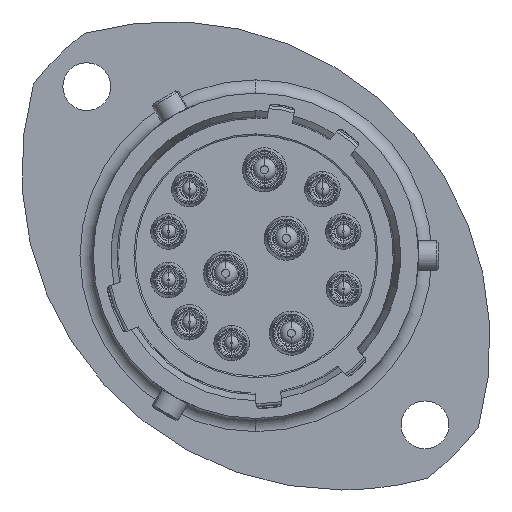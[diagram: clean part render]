
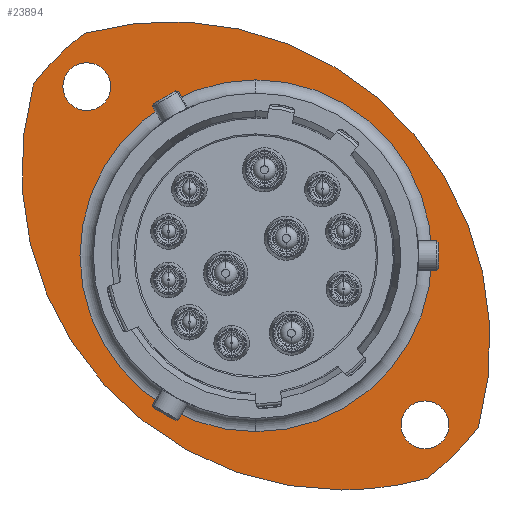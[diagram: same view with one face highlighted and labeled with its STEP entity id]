
A CAD part, left-side view. The second image highlights one B-rep face of the part: STEP entity #23894.
In plain terms, the highlighted planar face has unit normal (-1, 0, 0).
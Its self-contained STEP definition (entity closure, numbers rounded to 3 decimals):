
#166 = EDGE_LOOP ( 'NONE', ( #29271, #21508 ) ) ;
#691 = DIRECTION ( 'NONE',  ( 0., 0., -1. ) ) ;
#727 = CARTESIAN_POINT ( 'NONE',  ( 15.98, 11.49, 9.865 ) ) ;
#1030 = CARTESIAN_POINT ( 'NONE',  ( 15.98, -11.49, -13.115 ) ) ;
#1909 = AXIS2_PLACEMENT_3D ( 'NONE', #16347, #11484, #16246 ) ;
#1928 = ORIENTED_EDGE ( 'NONE', *, *, #17616, .T. ) ;
#1980 = DIRECTION ( 'NONE',  ( 0., 0., -1. ) ) ;
#2152 = CARTESIAN_POINT ( 'NONE',  ( 15.98, -15.118, -11.673 ) ) ;
#2823 = DIRECTION ( 'NONE',  ( 0., 0., -1. ) ) ;
#2993 = VERTEX_POINT ( 'NONE', #24504 ) ;
#3141 = CARTESIAN_POINT ( 'NONE',  ( 15.98, 0., 0. ) ) ;
#3763 = AXIS2_PLACEMENT_3D ( 'NONE', #9157, #18509, #15988 ) ;
#3903 = CARTESIAN_POINT ( 'NONE',  ( 15.98, 5.834, -5.834 ) ) ;
#4204 = CIRCLE ( 'NONE', #7211, 19.1 ) ;
#4672 = CIRCLE ( 'NONE', #7171, 11.955 ) ;
#5184 = DIRECTION ( 'NONE',  ( -1., 0., 0. ) ) ;
#5344 = EDGE_CURVE ( 'NONE', #17683, #6486, #17375, .T. ) ;
#5404 = ORIENTED_EDGE ( 'NONE', *, *, #21450, .T. ) ;
#6014 = VERTEX_POINT ( 'NONE', #25776 ) ;
#6486 = VERTEX_POINT ( 'NONE', #7662 ) ;
#6497 = DIRECTION ( 'NONE',  ( 0., 0., -1. ) ) ;
#6907 = ORIENTED_EDGE ( 'NONE', *, *, #28593, .T. ) ;
#6946 = EDGE_LOOP ( 'NONE', ( #20497, #11553 ) ) ;
#7095 = VERTEX_POINT ( 'NONE', #1030 ) ;
#7171 = AXIS2_PLACEMENT_3D ( 'NONE', #27678, #30031, #6497 ) ;
#7211 = AXIS2_PLACEMENT_3D ( 'NONE', #3141, #5184, #12425 ) ;
#7450 = CARTESIAN_POINT ( 'NONE',  ( 15.98, 11.49, 11.49 ) ) ;
#7662 = CARTESIAN_POINT ( 'NONE',  ( 15.98, -11.673, -15.118 ) ) ;
#7808 = CARTESIAN_POINT ( 'NONE',  ( 15.98, 11.055, 0. ) ) ;
#8117 = DIRECTION ( 'NONE',  ( -1., 0., 0. ) ) ;
#9157 = CARTESIAN_POINT ( 'NONE',  ( 15.98, 11.49, 11.49 ) ) ;
#9177 = VERTEX_POINT ( 'NONE', #18812 ) ;
#9402 = ORIENTED_EDGE ( 'NONE', *, *, #17687, .T. ) ;
#10136 = FACE_OUTER_BOUND ( 'NONE', #18885, .T. ) ;
#10815 = CARTESIAN_POINT ( 'NONE',  ( 15.98, -11.49, -11.49 ) ) ;
#10978 = DIRECTION ( 'NONE',  ( 0., 0., 1. ) ) ;
#11313 = EDGE_CURVE ( 'NONE', #7095, #14892, #15113, .T. ) ;
#11484 = DIRECTION ( 'NONE',  ( -1., 0., 0. ) ) ;
#11553 = ORIENTED_EDGE ( 'NONE', *, *, #12095, .F. ) ;
#11694 = AXIS2_PLACEMENT_3D ( 'NONE', #3903, #8117, #24779 ) ;
#12095 = EDGE_CURVE ( 'NONE', #6014, #19106, #18405, .T. ) ;
#12425 = DIRECTION ( 'NONE',  ( 0., 0., 1. ) ) ;
#12863 = CARTESIAN_POINT ( 'NONE',  ( 15.98, 0., 0. ) ) ;
#13171 = DIRECTION ( 'NONE',  ( 1., 0., 0. ) ) ;
#13205 = EDGE_LOOP ( 'NONE', ( #1928, #6907 ) ) ;
#13686 = DIRECTION ( 'NONE',  ( -1., 0., 0. ) ) ;
#14513 = CIRCLE ( 'NONE', #28550, 11.955 ) ;
#14596 = FACE_BOUND ( 'NONE', #166, .T. ) ;
#14892 = VERTEX_POINT ( 'NONE', #19695 ) ;
#15113 = CIRCLE ( 'NONE', #29240, 1.625 ) ;
#15988 = DIRECTION ( 'NONE',  ( 0., 0., -1. ) ) ;
#16246 = DIRECTION ( 'NONE',  ( 0., 0., -1. ) ) ;
#16249 = EDGE_CURVE ( 'NONE', #19106, #6014, #27485, .T. ) ;
#16347 = CARTESIAN_POINT ( 'NONE',  ( 15.98, -5.834, 5.834 ) ) ;
#16755 = EDGE_CURVE ( 'NONE', #21758, #17683, #28691, .T. ) ;
#17000 = DIRECTION ( 'NONE',  ( 0., 0., -1. ) ) ;
#17175 = CIRCLE ( 'NONE', #11694, 21.75 ) ;
#17375 = CIRCLE ( 'NONE', #1909, 21.75 ) ;
#17580 = EDGE_CURVE ( 'NONE', #26816, #2993, #17175, .T. ) ;
#17616 = EDGE_CURVE ( 'NONE', #19710, #9177, #14513, .T. ) ;
#17651 = AXIS2_PLACEMENT_3D ( 'NONE', #7808, #21894, #691 ) ;
#17683 = VERTEX_POINT ( 'NONE', #27654 ) ;
#17687 = EDGE_CURVE ( 'NONE', #2993, #21758, #21574, .T. ) ;
#17813 = DIRECTION ( 'NONE',  ( 0., 0., -1. ) ) ;
#18405 = CIRCLE ( 'NONE', #26139, 1.625 ) ;
#18509 = DIRECTION ( 'NONE',  ( -1., 0., 0. ) ) ;
#18812 = CARTESIAN_POINT ( 'NONE',  ( 15.98, 0., 11.955 ) ) ;
#18885 = EDGE_LOOP ( 'NONE', ( #20141, #22060, #5404, #25640, #9402 ) ) ;
#19106 = VERTEX_POINT ( 'NONE', #727 ) ;
#19444 = FACE_BOUND ( 'NONE', #13205, .T. ) ;
#19589 = DIRECTION ( 'NONE',  ( -1., 0., 0. ) ) ;
#19695 = CARTESIAN_POINT ( 'NONE',  ( 15.98, -11.49, -9.865 ) ) ;
#19710 = VERTEX_POINT ( 'NONE', #22829 ) ;
#19898 = AXIS2_PLACEMENT_3D ( 'NONE', #20656, #13686, #10978 ) ;
#20036 = AXIS2_PLACEMENT_3D ( 'NONE', #23182, #27904, #1980 ) ;
#20141 = ORIENTED_EDGE ( 'NONE', *, *, #16755, .T. ) ;
#20185 = FACE_BOUND ( 'NONE', #6946, .T. ) ;
#20497 = ORIENTED_EDGE ( 'NONE', *, *, #16249, .F. ) ;
#20656 = CARTESIAN_POINT ( 'NONE',  ( 15.98, 0., 0. ) ) ;
#21450 = EDGE_CURVE ( 'NONE', #6486, #26816, #4204, .T. ) ;
#21508 = ORIENTED_EDGE ( 'NONE', *, *, #27434, .F. ) ;
#21574 = CIRCLE ( 'NONE', #19898, 19.1 ) ;
#21640 = CARTESIAN_POINT ( 'NONE',  ( 15.98, -11.49, -11.49 ) ) ;
#21758 = VERTEX_POINT ( 'NONE', #23291 ) ;
#21894 = DIRECTION ( 'NONE',  ( 1., 0., 0. ) ) ;
#22060 = ORIENTED_EDGE ( 'NONE', *, *, #5344, .T. ) ;
#22175 = AXIS2_PLACEMENT_3D ( 'NONE', #21640, #19589, #2823 ) ;
#22210 = PLANE ( 'NONE',  #17651 ) ;
#22615 = DIRECTION ( 'NONE',  ( 0., 0., -1. ) ) ;
#22759 = DIRECTION ( 'NONE',  ( -1., 0., 0. ) ) ;
#22829 = CARTESIAN_POINT ( 'NONE',  ( 15.98, 0., -11.955 ) ) ;
#23182 = CARTESIAN_POINT ( 'NONE',  ( 15.98, -5.834, 5.834 ) ) ;
#23291 = CARTESIAN_POINT ( 'NONE',  ( 15.98, 15.118, 11.673 ) ) ;
#23894 = ADVANCED_FACE ( 'NONE', ( #19444, #20185, #14596, #10136 ), #22210, .F. ) ;
#24099 = DIRECTION ( 'NONE',  ( -1., 0., 0. ) ) ;
#24504 = CARTESIAN_POINT ( 'NONE',  ( 15.98, 11.673, 15.118 ) ) ;
#24779 = DIRECTION ( 'NONE',  ( 0., 0., -1. ) ) ;
#25640 = ORIENTED_EDGE ( 'NONE', *, *, #17580, .T. ) ;
#25776 = CARTESIAN_POINT ( 'NONE',  ( 15.98, 11.49, 13.115 ) ) ;
#26139 = AXIS2_PLACEMENT_3D ( 'NONE', #7450, #24099, #17000 ) ;
#26816 = VERTEX_POINT ( 'NONE', #2152 ) ;
#27434 = EDGE_CURVE ( 'NONE', #14892, #7095, #27772, .T. ) ;
#27485 = CIRCLE ( 'NONE', #3763, 1.625 ) ;
#27654 = CARTESIAN_POINT ( 'NONE',  ( 15.98, -5.834, -15.916 ) ) ;
#27678 = CARTESIAN_POINT ( 'NONE',  ( 15.98, 0., 0. ) ) ;
#27772 = CIRCLE ( 'NONE', #22175, 1.625 ) ;
#27904 = DIRECTION ( 'NONE',  ( -1., 0., 0. ) ) ;
#28550 = AXIS2_PLACEMENT_3D ( 'NONE', #12863, #13171, #22615 ) ;
#28593 = EDGE_CURVE ( 'NONE', #9177, #19710, #4672, .T. ) ;
#28691 = CIRCLE ( 'NONE', #20036, 21.75 ) ;
#29240 = AXIS2_PLACEMENT_3D ( 'NONE', #10815, #22759, #17813 ) ;
#29271 = ORIENTED_EDGE ( 'NONE', *, *, #11313, .F. ) ;
#30031 = DIRECTION ( 'NONE',  ( 1., 0., 0. ) ) ;
